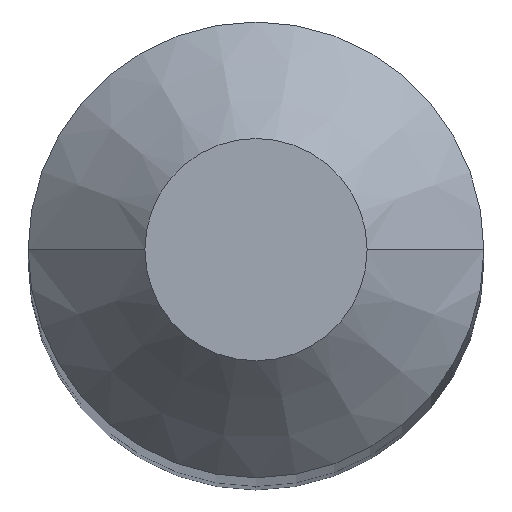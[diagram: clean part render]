
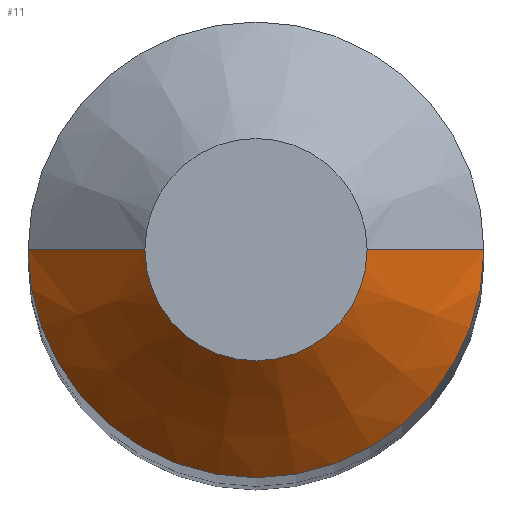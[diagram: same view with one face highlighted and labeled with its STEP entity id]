
A CAD part, top view. The second image highlights one B-rep face of the part: STEP entity #11.
In plain terms, the highlighted conical face has half-angle 45 degrees and reference radius 1.549 mm.
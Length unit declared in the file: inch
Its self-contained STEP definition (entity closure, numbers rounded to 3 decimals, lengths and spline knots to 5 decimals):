
#2 = LINE ( 'NONE', #241, #112 ) ;
#11 = ADVANCED_FACE ( 'NONE', ( #125 ), #105, .T. ) ;
#31 = DIRECTION ( 'NONE',  ( -0.707, 0., -0.707 ) ) ;
#34 = ORIENTED_EDGE ( 'NONE', *, *, #325, .F. ) ;
#42 = VECTOR ( 'NONE', #31, 39.37008 ) ;
#79 = EDGE_CURVE ( 'NONE', #138, #238, #2, .T. ) ;
#84 = ORIENTED_EDGE ( 'NONE', *, *, #85, .T. ) ;
#85 = EDGE_CURVE ( 'NONE', #248, #238, #216, .T. ) ;
#90 = DIRECTION ( 'NONE',  ( 0.707, 0., -0.707 ) ) ;
#93 = CARTESIAN_POINT ( 'NONE',  ( 0., 0., -0.03125 ) ) ;
#101 = CARTESIAN_POINT ( 'NONE',  ( -0.02975, 0., 0. ) ) ;
#103 = EDGE_CURVE ( 'NONE', #264, #248, #275, .T. ) ;
#105 = CONICAL_SURFACE ( 'NONE', #332, 0.061, 0.785 ) ;
#106 = CARTESIAN_POINT ( 'NONE',  ( 0., 0., 0. ) ) ;
#112 = VECTOR ( 'NONE', #90, 39.37008 ) ;
#117 = AXIS2_PLACEMENT_3D ( 'NONE', #106, #270, #151 ) ;
#120 = ORIENTED_EDGE ( 'NONE', *, *, #79, .F. ) ;
#125 = FACE_OUTER_BOUND ( 'NONE', #236, .T. ) ;
#138 = VERTEX_POINT ( 'NONE', #194 ) ;
#151 = DIRECTION ( 'NONE',  ( 1., 0., 0. ) ) ;
#183 = DIRECTION ( 'NONE',  ( 0., 0., -1. ) ) ;
#194 = CARTESIAN_POINT ( 'NONE',  ( 0.02975, 0., 0. ) ) ;
#208 = ORIENTED_EDGE ( 'NONE', *, *, #103, .T. ) ;
#216 = CIRCLE ( 'NONE', #265, 0.061 ) ;
#222 = CARTESIAN_POINT ( 'NONE',  ( -0.061, 0., -0.03125 ) ) ;
#236 = EDGE_LOOP ( 'NONE', ( #120, #34, #208, #84 ) ) ;
#238 = VERTEX_POINT ( 'NONE', #379 ) ;
#241 = CARTESIAN_POINT ( 'NONE',  ( 0.061, 0., -0.03125 ) ) ;
#242 = CARTESIAN_POINT ( 'NONE',  ( 0., 0., -0.03125 ) ) ;
#248 = VERTEX_POINT ( 'NONE', #222 ) ;
#264 = VERTEX_POINT ( 'NONE', #101 ) ;
#265 = AXIS2_PLACEMENT_3D ( 'NONE', #242, #364, #339 ) ;
#270 = DIRECTION ( 'NONE',  ( 0., 0., 1. ) ) ;
#275 = LINE ( 'NONE', #366, #42 ) ;
#292 = CIRCLE ( 'NONE', #117, 0.02975 ) ;
#311 = DIRECTION ( 'NONE',  ( -1., 0., 0. ) ) ;
#325 = EDGE_CURVE ( 'NONE', #264, #138, #292, .T. ) ;
#332 = AXIS2_PLACEMENT_3D ( 'NONE', #93, #183, #311 ) ;
#339 = DIRECTION ( 'NONE',  ( 1., 0., 0. ) ) ;
#364 = DIRECTION ( 'NONE',  ( 0., 0., 1. ) ) ;
#366 = CARTESIAN_POINT ( 'NONE',  ( -0.061, 0., -0.03125 ) ) ;
#379 = CARTESIAN_POINT ( 'NONE',  ( 0.061, 0., -0.03125 ) ) ;
